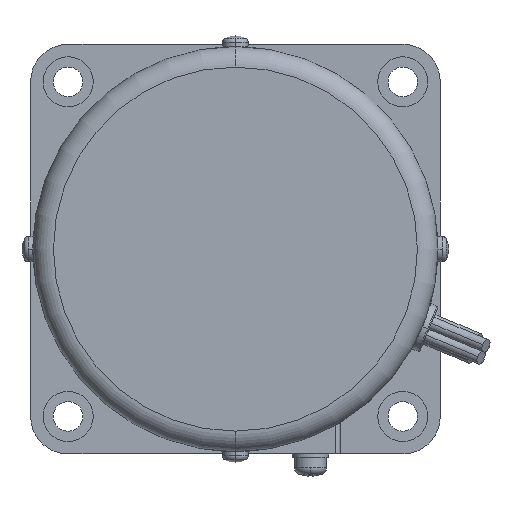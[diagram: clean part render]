
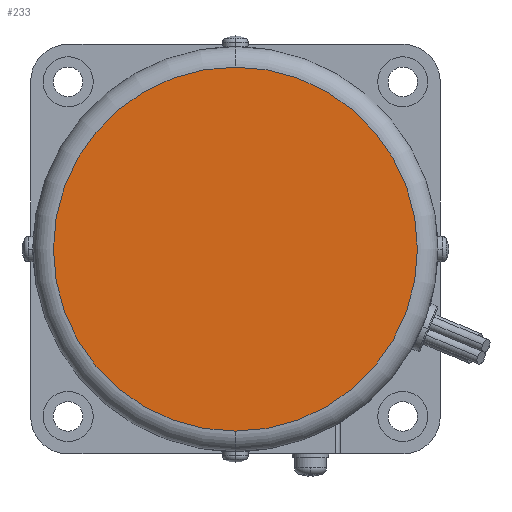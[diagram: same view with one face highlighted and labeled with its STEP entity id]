
A CAD part, left-side view. The second image highlights one B-rep face of the part: STEP entity #233.
In plain terms, the highlighted planar face has unit normal (-1, 0, 0).
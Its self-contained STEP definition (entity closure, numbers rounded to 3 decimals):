
#233 = ADVANCED_FACE( '', ( #575 ), #576, .T. );
#575 = FACE_OUTER_BOUND( '', #927, .T. );
#576 = PLANE( '', #928 );
#927 = EDGE_LOOP( '', ( #2235, #2236, #2237 ) );
#928 = AXIS2_PLACEMENT_3D( '', #2238, #2239, #2240 );
#2235 = ORIENTED_EDGE( '', *, *, #2326, .F. );
#2236 = ORIENTED_EDGE( '', *, *, #2325, .F. );
#2237 = ORIENTED_EDGE( '', *, *, #2708, .F. );
#2238 = CARTESIAN_POINT( '', ( -148., 20., 0. ) );
#2239 = DIRECTION( '', ( -1., 0., 0. ) );
#2240 = DIRECTION( '', ( 0., -1., 0. ) );
#2325 = EDGE_CURVE( '', #2786, #2789, #2790, .T. );
#2326 = EDGE_CURVE( '', #2789, #2791, #2792, .T. );
#2708 = EDGE_CURVE( '', #2791, #2786, #3417, .T. );
#2786 = VERTEX_POINT( '', #3497 );
#2789 = VERTEX_POINT( '', #3500 );
#2790 = CIRCLE( '', #3501, 40. );
#2791 = VERTEX_POINT( '', #3502 );
#2792 = CIRCLE( '', #3503, 40. );
#3417 = CIRCLE( '', #4777, 40. );
#3497 = CARTESIAN_POINT( '', ( -148., 0., -40. ) );
#3500 = CARTESIAN_POINT( '', ( -148., 40., 0. ) );
#3501 = AXIS2_PLACEMENT_3D( '', #4898, #4899, #4900 );
#3502 = CARTESIAN_POINT( '', ( -148., 0., 40. ) );
#3503 = AXIS2_PLACEMENT_3D( '', #4901, #4902, #4903 );
#4777 = AXIS2_PLACEMENT_3D( '', #5656, #5657, #5658 );
#4898 = CARTESIAN_POINT( '', ( -148., 0., 0. ) );
#4899 = DIRECTION( '', ( 1., 0., 0. ) );
#4900 = DIRECTION( '', ( 0., 1., 0. ) );
#4901 = CARTESIAN_POINT( '', ( -148., 0., 0. ) );
#4902 = DIRECTION( '', ( 1., 0., 0. ) );
#4903 = DIRECTION( '', ( 0., 1., 0. ) );
#5656 = CARTESIAN_POINT( '', ( -148., 0., 0. ) );
#5657 = DIRECTION( '', ( 1., 0., 0. ) );
#5658 = DIRECTION( '', ( 0., 1., 0. ) );
